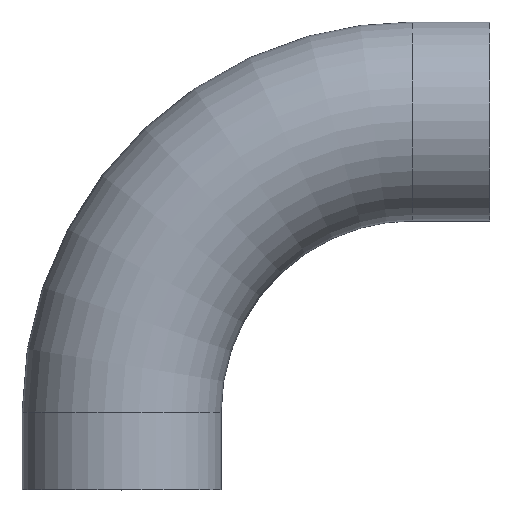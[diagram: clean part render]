
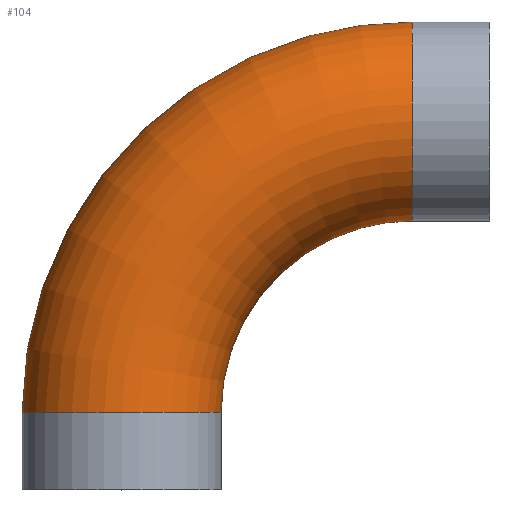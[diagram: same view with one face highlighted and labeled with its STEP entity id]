
A CAD part, top view. The second image highlights one B-rep face of the part: STEP entity #104.
In plain terms, the highlighted toroidal (fillet/blend) face has major radius 225 mm and minor radius 77 mm.
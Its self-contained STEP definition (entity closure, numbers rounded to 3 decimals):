
#21=TOROIDAL_SURFACE('',#130,225.,77.);
#32=ORIENTED_EDGE('',*,*,#43,.F.);
#33=ORIENTED_EDGE('',*,*,#45,.F.);
#43=EDGE_CURVE('',#51,#51,#59,.T.);
#45=EDGE_CURVE('',#53,#53,#61,.T.);
#51=VERTEX_POINT('',#182);
#53=VERTEX_POINT('',#188);
#59=CIRCLE('',#127,77.);
#61=CIRCLE('',#131,77.);
#72=EDGE_LOOP('',(#32));
#73=EDGE_LOOP('',(#33));
#88=FACE_BOUND('',#72,.T.);
#89=FACE_BOUND('',#73,.T.);
#104=ADVANCED_FACE('',(#88,#89),#21,.T.);
#127=AXIS2_PLACEMENT_3D('',#181,#151,#152);
#130=AXIS2_PLACEMENT_3D('',#186,#157,#158);
#131=AXIS2_PLACEMENT_3D('',#187,#159,#160);
#151=DIRECTION('',(0.,-1.,0.));
#152=DIRECTION('',(0.,0.,-1.));
#157=DIRECTION('',(0.,0.,-1.));
#158=DIRECTION('',(-1.,0.,0.));
#159=DIRECTION('',(1.,0.,0.));
#160=DIRECTION('',(0.,-1.,0.));
#181=CARTESIAN_POINT('',(0.,60.,0.));
#182=CARTESIAN_POINT('',(0.,60.,-77.));
#186=CARTESIAN_POINT('',(225.,60.,0.));
#187=CARTESIAN_POINT('',(225.,285.,0.));
#188=CARTESIAN_POINT('',(225.,208.,0.));
